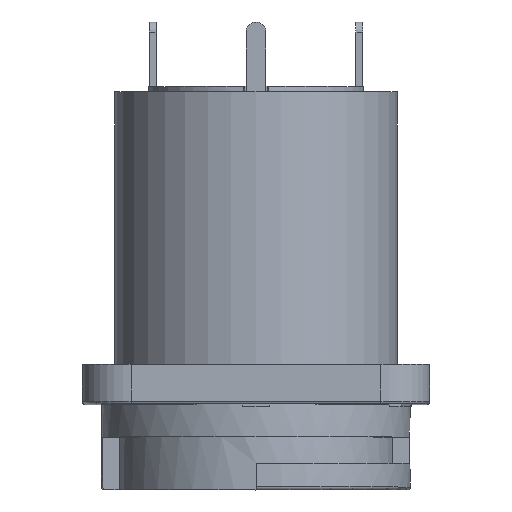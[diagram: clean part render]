
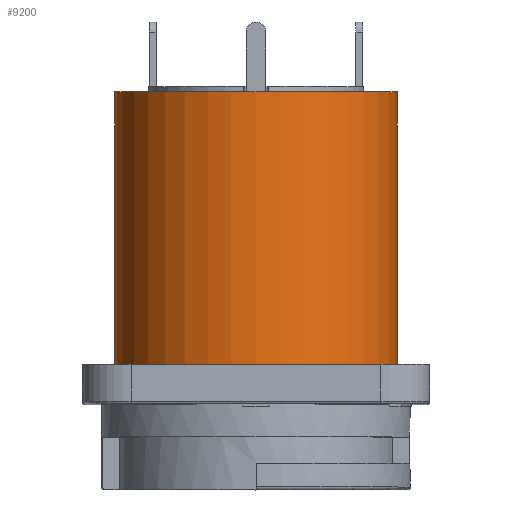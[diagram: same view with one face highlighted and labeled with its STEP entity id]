
A CAD part, top view. The second image highlights one B-rep face of the part: STEP entity #9200.
In plain terms, the highlighted cylindrical face has radius 10.75 mm (diameter 21.5 mm), a full revolution.
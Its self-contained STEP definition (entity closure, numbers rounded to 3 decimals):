
#679=CYLINDRICAL_SURFACE('',#9801,10.75);
#1051=FACE_OUTER_BOUND('',#1518,.T.);
#1518=EDGE_LOOP('',(#7874,#7875,#7876,#7877));
#1693=CIRCLE('',#9500,10.75);
#1780=CIRCLE('',#9802,10.75);
#2676=LINE('',#15180,#3635);
#3635=VECTOR('',#11770,10.75);
#4003=VERTEX_POINT('',#13107);
#4520=VERTEX_POINT('',#15178);
#4977=EDGE_CURVE('',#4003,#4003,#1693,.T.);
#5726=EDGE_CURVE('',#4520,#4520,#1780,.T.);
#5727=EDGE_CURVE('',#4520,#4003,#2676,.T.);
#7874=ORIENTED_EDGE('',*,*,#5726,.F.);
#7875=ORIENTED_EDGE('',*,*,#5727,.T.);
#7876=ORIENTED_EDGE('',*,*,#4977,.T.);
#7877=ORIENTED_EDGE('',*,*,#5727,.F.);
#9200=ADVANCED_FACE('',(#1051),#679,.T.);
#9500=AXIS2_PLACEMENT_3D('',#13108,#10597,#10598);
#9801=AXIS2_PLACEMENT_3D('',#15177,#11766,#11767);
#9802=AXIS2_PLACEMENT_3D('',#15179,#11768,#11769);
#10597=DIRECTION('center_axis',(0.,-1.,0.));
#10598=DIRECTION('ref_axis',(1.,0.,0.));
#11766=DIRECTION('center_axis',(0.,-1.,0.));
#11767=DIRECTION('ref_axis',(1.,0.,0.));
#11768=DIRECTION('center_axis',(0.,-1.,0.));
#11769=DIRECTION('ref_axis',(1.,0.,0.));
#11770=DIRECTION('',(0.,1.,0.));
#13107=CARTESIAN_POINT('',(-10.75,23.75,0.));
#13108=CARTESIAN_POINT('Origin',(0.,23.75,0.));
#15177=CARTESIAN_POINT('Origin',(0.,13.375,0.));
#15178=CARTESIAN_POINT('',(-10.75,3.,0.));
#15179=CARTESIAN_POINT('Origin',(0.,3.,
0.));
#15180=CARTESIAN_POINT('',(-10.75,13.375,0.));
